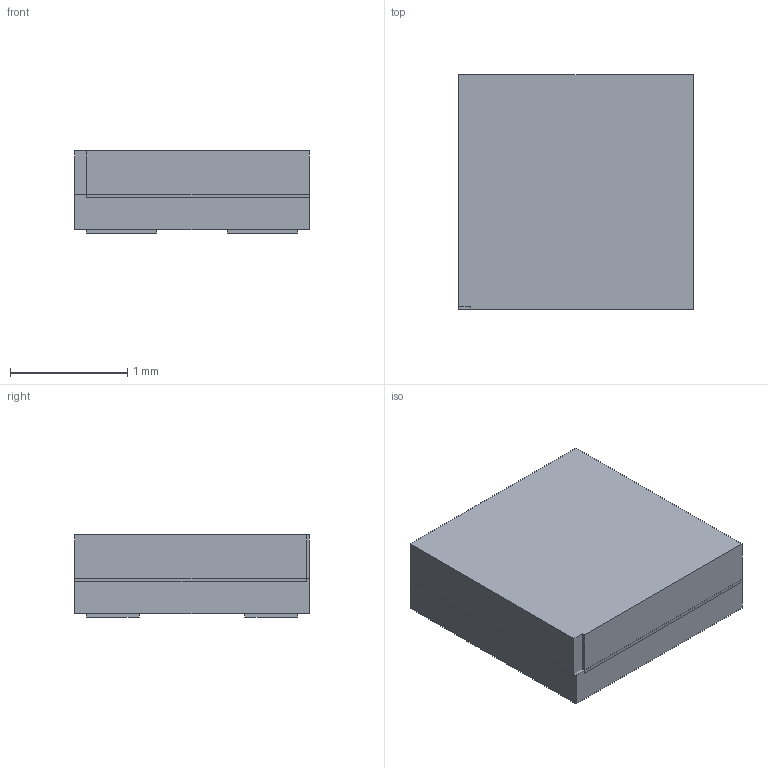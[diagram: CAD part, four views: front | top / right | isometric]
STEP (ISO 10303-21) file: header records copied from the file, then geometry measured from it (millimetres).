
FILE_DESCRIPTION(/* description */ ('STEP AP242','CAx-IF Rec.Pracs.---Representation and Presentation of Product Manufacturing Information (PMI)---4.0---2014-10-13','CAx-IF Rec.Pracs.---3D Tessellated Geometry---0.4---2014-09-14','2;1'),/* implementation_level */ '2;1');
FILE_NAME(/* name */ '61d0486bd440da5506dff82c',/* time_stamp */ '2022-01-01T12:26:21+00:00',/* author */ (''),/* organization */ (''),/* preprocessor_version */ 'ST-DEVELOPER v18.101',/* originating_system */ ' ',/* authorisation */ ' ');
FILE_SCHEMA (('AP242_MANAGED_MODEL_BASED_3D_ENGINEERING_MIM_LF { 1 0 10303 442 1 1 4 }'));
Length unit declared in the file: metre
Products named in the file (3): Part 3; Part 2; Part 1
Bounding box: 2 x 2 x 0.7 mm (x, y, z)
Surface area: 23.5 mm2
Topology: 3 solids, 3 shells, 50 faces, 114 edges, 76 vertices
Faces by surface type: plane 50
Entity records: 1454 total; most frequent: CARTESIAN_POINT 243, ORIENTED_EDGE 228, DIRECTION 220, EDGE_CURVE 114, LINE 114, VECTOR 114, VERTEX_POINT 76, EDGE_LOOP 56
